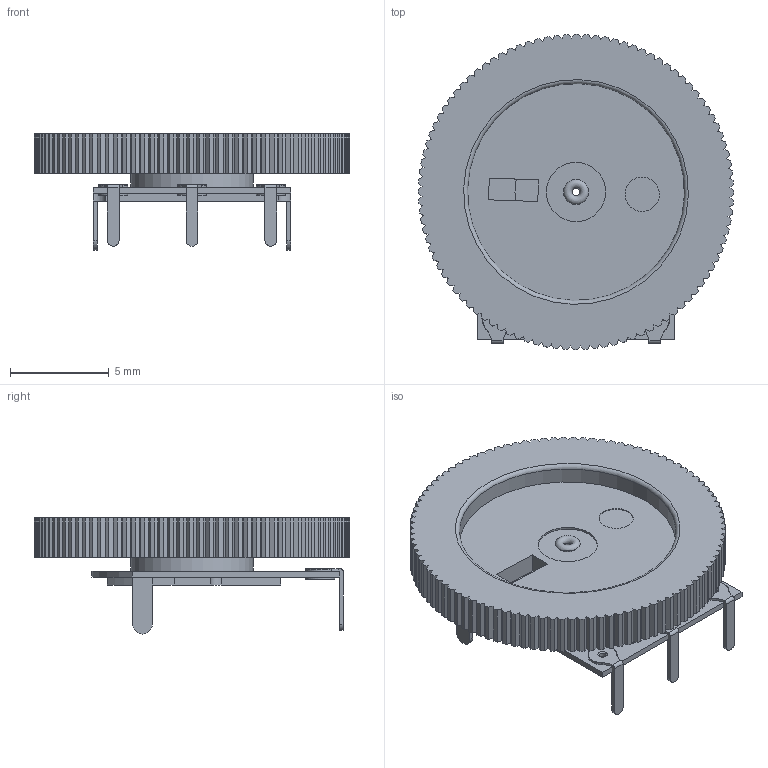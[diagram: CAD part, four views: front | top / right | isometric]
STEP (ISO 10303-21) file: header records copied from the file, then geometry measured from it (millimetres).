
FILE_DESCRIPTION(/* description */ ('FreeCAD Model'),/* implementation_level */ '2;1');
FILE_NAME(/* name */ 'potentiometer_disk_3pin.step',/* time_stamp */ '2025-07-10T03:46:40+03:00',/* author */ (''),/* organization */ (''),/* preprocessor_version */ 'ST-DEVELOPER v20.1',/* originating_system */ 'Autodesk Translation Framework v14.10.0.0',/* authorisation */ '');
FILE_SCHEMA (('AUTOMOTIVE_DESIGN { 1 0 10303 214 3 1 1 }'));
Length unit declared in the file: millimetre
Products named in the file (7): potentiometre 3pin; brochage001; supp metalliq001; disque001; pin005; pin007; pin009
Assembly tree (6 placements, depth 2):
  potentiometre 3pin
    brochage001
    supp metalliq001
    disque001
    pin005
    pin007
    pin009
Bounding box: 16 x 16 x 5.89 mm (x, y, z)
Volume: 381.9 mm3; surface area: 1059.2 mm2
Topology: 6 solids, 6 shells, 430 faces, 1213 edges, 806 vertices
Faces by surface type: plane 275, cylinder 139, torus 14, cone 2
Full cylindrical faces by diameter (mm): 0.352 x3, 0.417 x1, 0.486 x1, 0.597 x3, 0.6 x5, 0.635 x1, 1 x1, 1.478 x3, 1.741 x1, 2.151 x1, 3 x1, 6.194 x1, 11 x1
Entity records: 14243 total; most frequent: CARTESIAN_POINT 2528, ORIENTED_EDGE 2426, DIRECTION 2403, EDGE_CURVE 1213, LINE 897, VECTOR 897, VERTEX_POINT 806, AXIS2_PLACEMENT_3D 753
